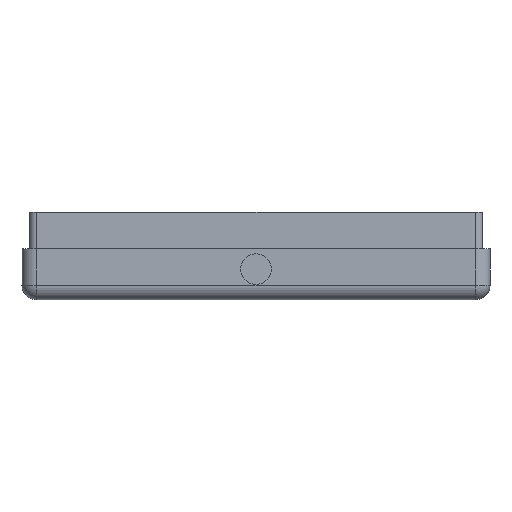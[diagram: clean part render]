
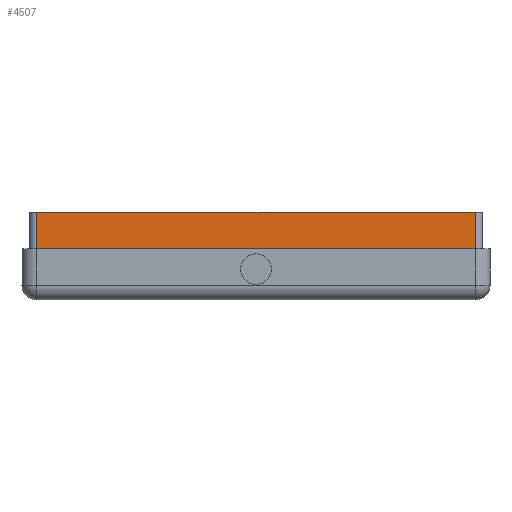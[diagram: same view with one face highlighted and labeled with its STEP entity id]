
A CAD part, left-side view. The second image highlights one B-rep face of the part: STEP entity #4507.
In plain terms, the highlighted planar face has unit normal (-1, 0, 0).
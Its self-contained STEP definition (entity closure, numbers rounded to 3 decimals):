
#1996 = PLANE('',#1997);
#1997 = AXIS2_PLACEMENT_3D('',#1998,#1999,#2000);
#1998 = CARTESIAN_POINT('',(0.,0.,10.));
#1999 = DIRECTION('',(0.,0.,1.));
#2000 = DIRECTION('',(1.,0.,0.));
#3608 = VERTEX_POINT('',#3609);
#3609 = CARTESIAN_POINT('',(-1.,60.,10.));
#3624 = CYLINDRICAL_SURFACE('',#3625,1.);
#3625 = AXIS2_PLACEMENT_3D('',#3626,#3627,#3628);
#3626 = CARTESIAN_POINT('',(0.,60.,10.));
#3627 = DIRECTION('',(0.,0.,1.));
#3628 = DIRECTION('',(1.,0.,0.));
#3636 = EDGE_CURVE('',#3637,#3608,#3639,.T.);
#3637 = VERTEX_POINT('',#3638);
#3638 = CARTESIAN_POINT('',(-1.,0.,10.));
#3639 = SURFACE_CURVE('',#3640,(#3644,#3651),.PCURVE_S1.);
#3640 = LINE('',#3641,#3642);
#3641 = CARTESIAN_POINT('',(-1.,0.,10.));
#3642 = VECTOR('',#3643,1.);
#3643 = DIRECTION('',(0.,1.,0.));
#3644 = PCURVE('',#1996,#3645);
#3645 = DEFINITIONAL_REPRESENTATION('',(#3646),#3650);
#3646 = LINE('',#3647,#3648);
#3647 = CARTESIAN_POINT('',(-1.,0.));
#3648 = VECTOR('',#3649,1.);
#3649 = DIRECTION('',(0.,1.));
#3650 = ( GEOMETRIC_REPRESENTATION_CONTEXT(2) 
PARAMETRIC_REPRESENTATION_CONTEXT() REPRESENTATION_CONTEXT('2D SPACE',''
  ) );
#3651 = PCURVE('',#3652,#3657);
#3652 = PLANE('',#3653);
#3653 = AXIS2_PLACEMENT_3D('',#3654,#3655,#3656);
#3654 = CARTESIAN_POINT('',(-1.,0.,10.));
#3655 = DIRECTION('',(1.,0.,0.));
#3656 = DIRECTION('',(0.,1.,0.));
#3657 = DEFINITIONAL_REPRESENTATION('',(#3658),#3662);
#3658 = LINE('',#3659,#3660);
#3659 = CARTESIAN_POINT('',(0.,0.));
#3660 = VECTOR('',#3661,1.);
#3661 = DIRECTION('',(1.,0.));
#3662 = ( GEOMETRIC_REPRESENTATION_CONTEXT(2) 
PARAMETRIC_REPRESENTATION_CONTEXT() REPRESENTATION_CONTEXT('2D SPACE',''
  ) );
#3681 = CYLINDRICAL_SURFACE('',#3682,1.);
#3682 = AXIS2_PLACEMENT_3D('',#3683,#3684,#3685);
#3683 = CARTESIAN_POINT('',(0.,0.,10.));
#3684 = DIRECTION('',(0.,0.,1.));
#3685 = DIRECTION('',(1.,0.,0.));
#3829 = PLANE('',#3830);
#3830 = AXIS2_PLACEMENT_3D('',#3831,#3832,#3833);
#3831 = CARTESIAN_POINT('',(-2.,0.,5.));
#3832 = DIRECTION('',(0.,0.,1.));
#3833 = DIRECTION('',(1.,0.,0.));
#4461 = EDGE_CURVE('',#3637,#4462,#4464,.T.);
#4462 = VERTEX_POINT('',#4463);
#4463 = CARTESIAN_POINT('',(-1.,0.,5.));
#4464 = SURFACE_CURVE('',#4465,(#4469,#4476),.PCURVE_S1.);
#4465 = LINE('',#4466,#4467);
#4466 = CARTESIAN_POINT('',(-1.,0.,10.));
#4467 = VECTOR('',#4468,1.);
#4468 = DIRECTION('',(-0.,-0.,-1.));
#4469 = PCURVE('',#3681,#4470);
#4470 = DEFINITIONAL_REPRESENTATION('',(#4471),#4475);
#4471 = LINE('',#4472,#4473);
#4472 = CARTESIAN_POINT('',(3.142,0.));
#4473 = VECTOR('',#4474,1.);
#4474 = DIRECTION('',(0.,-1.));
#4475 = ( GEOMETRIC_REPRESENTATION_CONTEXT(2) 
PARAMETRIC_REPRESENTATION_CONTEXT() REPRESENTATION_CONTEXT('2D SPACE',''
  ) );
#4476 = PCURVE('',#3652,#4477);
#4477 = DEFINITIONAL_REPRESENTATION('',(#4478),#4482);
#4478 = LINE('',#4479,#4480);
#4479 = CARTESIAN_POINT('',(0.,0.));
#4480 = VECTOR('',#4481,1.);
#4481 = DIRECTION('',(0.,-1.));
#4482 = ( GEOMETRIC_REPRESENTATION_CONTEXT(2) 
PARAMETRIC_REPRESENTATION_CONTEXT() REPRESENTATION_CONTEXT('2D SPACE',''
  ) );
#4507 = ADVANCED_FACE('',(#4508),#3652,.F.);
#4508 = FACE_BOUND('',#4509,.F.);
#4509 = EDGE_LOOP('',(#4510,#4511,#4534,#4555));
#4510 = ORIENTED_EDGE('',*,*,#4461,.T.);
#4511 = ORIENTED_EDGE('',*,*,#4512,.T.);
#4512 = EDGE_CURVE('',#4462,#4513,#4515,.T.);
#4513 = VERTEX_POINT('',#4514);
#4514 = CARTESIAN_POINT('',(-1.,60.,5.));
#4515 = SURFACE_CURVE('',#4516,(#4520,#4527),.PCURVE_S1.);
#4516 = LINE('',#4517,#4518);
#4517 = CARTESIAN_POINT('',(-1.,0.,5.));
#4518 = VECTOR('',#4519,1.);
#4519 = DIRECTION('',(0.,1.,0.));
#4520 = PCURVE('',#3652,#4521);
#4521 = DEFINITIONAL_REPRESENTATION('',(#4522),#4526);
#4522 = LINE('',#4523,#4524);
#4523 = CARTESIAN_POINT('',(0.,-5.));
#4524 = VECTOR('',#4525,1.);
#4525 = DIRECTION('',(1.,0.));
#4526 = ( GEOMETRIC_REPRESENTATION_CONTEXT(2) 
PARAMETRIC_REPRESENTATION_CONTEXT() REPRESENTATION_CONTEXT('2D SPACE',''
  ) );
#4527 = PCURVE('',#3829,#4528);
#4528 = DEFINITIONAL_REPRESENTATION('',(#4529),#4533);
#4529 = LINE('',#4530,#4531);
#4530 = CARTESIAN_POINT('',(1.,0.));
#4531 = VECTOR('',#4532,1.);
#4532 = DIRECTION('',(0.,1.));
#4533 = ( GEOMETRIC_REPRESENTATION_CONTEXT(2) 
PARAMETRIC_REPRESENTATION_CONTEXT() REPRESENTATION_CONTEXT('2D SPACE',''
  ) );
#4534 = ORIENTED_EDGE('',*,*,#4535,.F.);
#4535 = EDGE_CURVE('',#3608,#4513,#4536,.T.);
#4536 = SURFACE_CURVE('',#4537,(#4541,#4548),.PCURVE_S1.);
#4537 = LINE('',#4538,#4539);
#4538 = CARTESIAN_POINT('',(-1.,60.,10.));
#4539 = VECTOR('',#4540,1.);
#4540 = DIRECTION('',(-0.,-0.,-1.));
#4541 = PCURVE('',#3652,#4542);
#4542 = DEFINITIONAL_REPRESENTATION('',(#4543),#4547);
#4543 = LINE('',#4544,#4545);
#4544 = CARTESIAN_POINT('',(60.,0.));
#4545 = VECTOR('',#4546,1.);
#4546 = DIRECTION('',(0.,-1.));
#4547 = ( GEOMETRIC_REPRESENTATION_CONTEXT(2) 
PARAMETRIC_REPRESENTATION_CONTEXT() REPRESENTATION_CONTEXT('2D SPACE',''
  ) );
#4548 = PCURVE('',#3624,#4549);
#4549 = DEFINITIONAL_REPRESENTATION('',(#4550),#4554);
#4550 = LINE('',#4551,#4552);
#4551 = CARTESIAN_POINT('',(3.142,0.));
#4552 = VECTOR('',#4553,1.);
#4553 = DIRECTION('',(0.,-1.));
#4554 = ( GEOMETRIC_REPRESENTATION_CONTEXT(2) 
PARAMETRIC_REPRESENTATION_CONTEXT() REPRESENTATION_CONTEXT('2D SPACE',''
  ) );
#4555 = ORIENTED_EDGE('',*,*,#3636,.F.);
